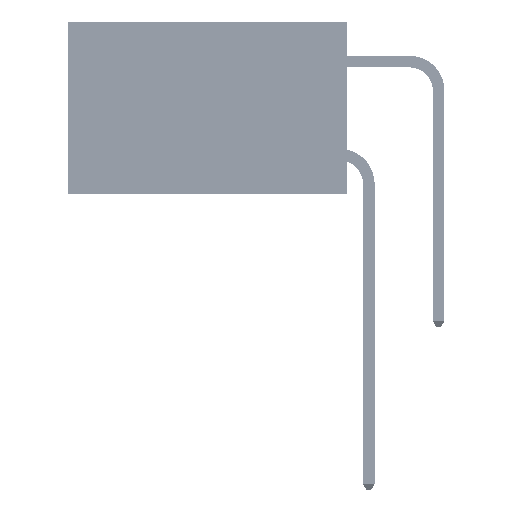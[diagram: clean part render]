
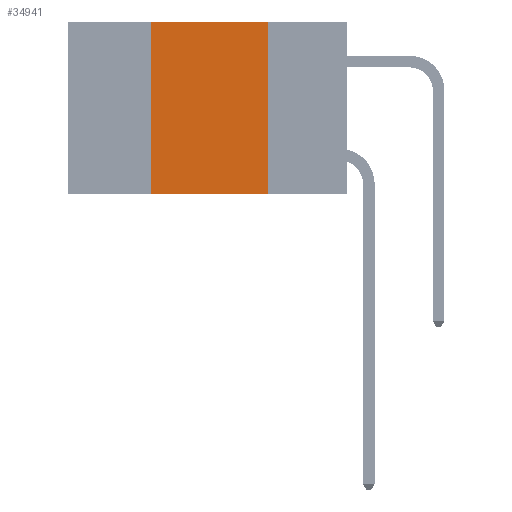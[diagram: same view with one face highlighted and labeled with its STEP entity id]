
A CAD part, left-side view. The second image highlights one B-rep face of the part: STEP entity #34941.
In plain terms, the highlighted planar face has unit normal (-1, 0, 0).
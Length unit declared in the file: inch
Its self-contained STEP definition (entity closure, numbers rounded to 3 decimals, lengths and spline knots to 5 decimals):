
#1202 = EDGE_CURVE ( 'NONE', #35218, #20980, #28415, .T. ) ;
#2752 = DIRECTION ( 'NONE',  ( 0., 0., -1. ) ) ;
#7520 = ORIENTED_EDGE ( 'NONE', *, *, #40087, .F. ) ;
#9962 = DIRECTION ( 'NONE',  ( 0., -1., 0. ) ) ;
#10220 = LINE ( 'NONE', #35766, #24313 ) ;
#10416 = CARTESIAN_POINT ( 'NONE',  ( 0., 0.6, -0.37 ) ) ;
#10763 = VECTOR ( 'NONE', #9962, 39.37008 ) ;
#10884 = EDGE_CURVE ( 'NONE', #35218, #11868, #23132, .T. ) ;
#11801 = CARTESIAN_POINT ( 'NONE',  ( 0., 0.17, 0. ) ) ;
#11868 = VERTEX_POINT ( 'NONE', #16028 ) ;
#14267 = DIRECTION ( 'NONE',  ( 0., 0., -1. ) ) ;
#16028 = CARTESIAN_POINT ( 'NONE',  ( 0., 0.17, -0.37 ) ) ;
#17673 = CARTESIAN_POINT ( 'NONE',  ( 0., 0.6, 0. ) ) ;
#20459 = PLANE ( 'NONE',  #33357 ) ;
#20619 = DIRECTION ( 'NONE',  ( 1., 0., 0. ) ) ;
#20980 = VERTEX_POINT ( 'NONE', #28575 ) ;
#21580 = EDGE_CURVE ( 'NONE', #20980, #29279, #42539, .T. ) ;
#22626 = CARTESIAN_POINT ( 'NONE',  ( 0., 0.42, -0.37 ) ) ;
#23132 = LINE ( 'NONE', #10416, #10763 ) ;
#24243 = CARTESIAN_POINT ( 'NONE',  ( 0., 0.6, 0. ) ) ;
#24313 = VECTOR ( 'NONE', #14267, 39.37008 ) ;
#28415 = LINE ( 'NONE', #40929, #36787 ) ;
#28575 = CARTESIAN_POINT ( 'NONE',  ( 0., 0.42, 0. ) ) ;
#29279 = VERTEX_POINT ( 'NONE', #11801 ) ;
#29797 = DIRECTION ( 'NONE',  ( 0., 0., 1. ) ) ;
#33357 = AXIS2_PLACEMENT_3D ( 'NONE', #24243, #20619, #2752 ) ;
#34131 = VECTOR ( 'NONE', #35718, 39.37008 ) ;
#34941 = ADVANCED_FACE ( 'NONE', ( #45874 ), #20459, .F. ) ;
#35218 = VERTEX_POINT ( 'NONE', #22626 ) ;
#35718 = DIRECTION ( 'NONE',  ( 0., -1., 0. ) ) ;
#35766 = CARTESIAN_POINT ( 'NONE',  ( 0., 0.17, 0. ) ) ;
#36349 = ORIENTED_EDGE ( 'NONE', *, *, #1202, .F. ) ;
#36787 = VECTOR ( 'NONE', #29797, 39.37008 ) ;
#36984 = EDGE_LOOP ( 'NONE', ( #7520, #44403, #36349, #44505 ) ) ;
#40087 = EDGE_CURVE ( 'NONE', #29279, #11868, #10220, .T. ) ;
#40929 = CARTESIAN_POINT ( 'NONE',  ( 0., 0.42, 0. ) ) ;
#42539 = LINE ( 'NONE', #17673, #34131 ) ;
#44403 = ORIENTED_EDGE ( 'NONE', *, *, #21580, .F. ) ;
#44505 = ORIENTED_EDGE ( 'NONE', *, *, #10884, .T. ) ;
#45874 = FACE_OUTER_BOUND ( 'NONE', #36984, .T. ) ;
